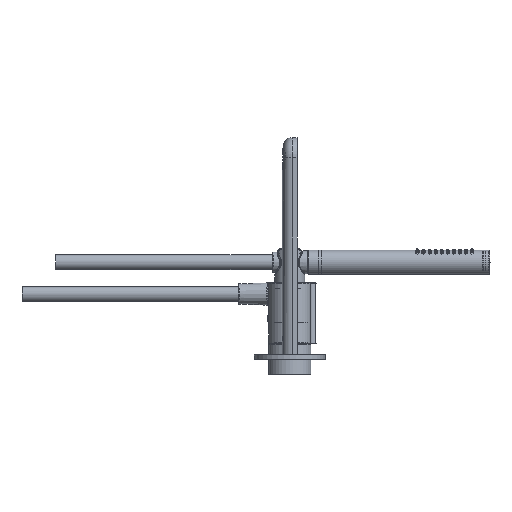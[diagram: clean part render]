
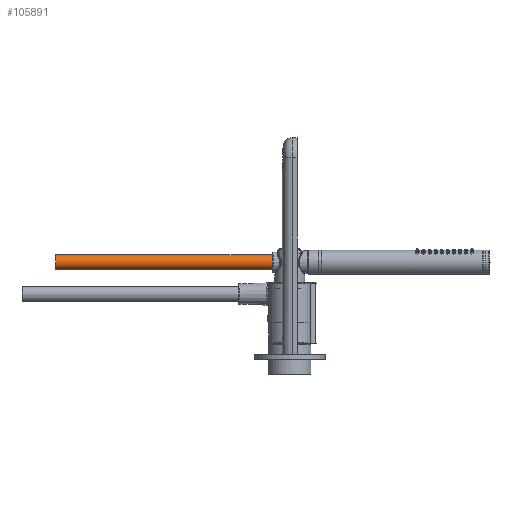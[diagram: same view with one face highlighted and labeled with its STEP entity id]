
A CAD part, front view. The second image highlights one B-rep face of the part: STEP entity #105891.
In plain terms, the highlighted cylindrical face has radius 7.5 mm (diameter 15 mm), a full revolution.
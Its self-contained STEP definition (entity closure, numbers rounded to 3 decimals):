
#1865=CYLINDRICAL_SURFACE('',#147987,7.5);
#10543=CIRCLE('',#147986,7.5);
#10544=CIRCLE('',#147988,7.5);
#38675=ORIENTED_EDGE('',*,*,#56560,.F.);
#38676=ORIENTED_EDGE('',*,*,#56561,.T.);
#56560=EDGE_CURVE('',#67618,#67618,#10543,.T.);
#56561=EDGE_CURVE('',#67619,#67619,#10544,.T.);
#67618=VERTEX_POINT('',#223614);
#67619=VERTEX_POINT('',#223617);
#87396=EDGE_LOOP('',(#38675));
#87397=EDGE_LOOP('',(#38676));
#94996=FACE_BOUND('',#87396,.T.);
#94997=FACE_BOUND('',#87397,.T.);
#105891=ADVANCED_FACE('',(#94996,#94997),#1865,.T.);
#147986=AXIS2_PLACEMENT_3D('',#223613,#166733,#166734);
#147987=AXIS2_PLACEMENT_3D('',#223615,#166735,#166736);
#147988=AXIS2_PLACEMENT_3D('',#223616,#166737,#166738);
#166733=DIRECTION('',(0.,-1.,0.));
#166734=DIRECTION('',(0.,0.,-1.));
#166735=DIRECTION('',(0.,-1.,0.));
#166736=DIRECTION('',(0.,0.,-1.));
#166737=DIRECTION('',(0.,-1.,0.));
#166738=DIRECTION('',(0.,0.,-1.));
#223613=CARTESIAN_POINT('',(0.,0.,0.));
#223614=CARTESIAN_POINT('',(0.,0.,-7.5));
#223615=CARTESIAN_POINT('',(0.,0.,0.));
#223616=CARTESIAN_POINT('',(0.,215.5,0.));
#223617=CARTESIAN_POINT('',(0.,215.5,-7.5));
